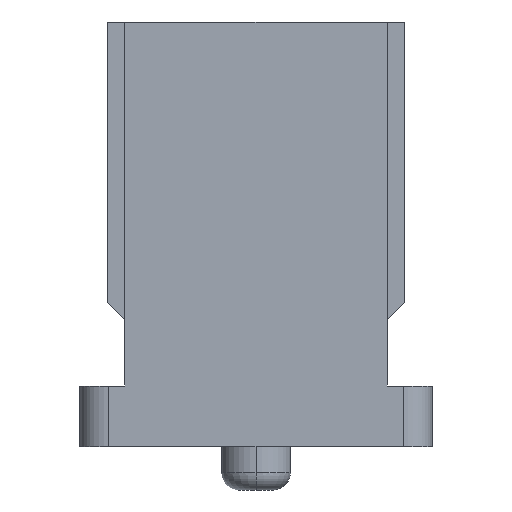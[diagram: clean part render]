
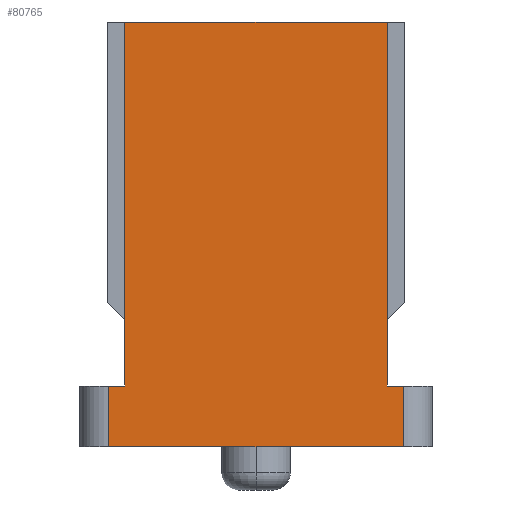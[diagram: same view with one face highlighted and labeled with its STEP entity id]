
A CAD part, left-side view. The second image highlights one B-rep face of the part: STEP entity #80765.
In plain terms, the highlighted planar face has unit normal (-1, 0, 0).
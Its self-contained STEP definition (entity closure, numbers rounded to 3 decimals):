
#348 = EDGE_CURVE ( 'NONE', #47425, #33084, #878, .T. ) ;
#878 = LINE ( 'NONE', #8036, #25911 ) ;
#1056 = VECTOR ( 'NONE', #14355, 1000. ) ;
#3561 = ORIENTED_EDGE ( 'NONE', *, *, #62501, .F. ) ;
#7615 = CARTESIAN_POINT ( 'NONE',  ( -2.45, 2.55, 1.06 ) ) ;
#8036 = CARTESIAN_POINT ( 'NONE',  ( -2.45, 2.55, 7.36 ) ) ;
#8396 = VERTEX_POINT ( 'NONE', #22030 ) ;
#10579 = LINE ( 'NONE', #39017, #48260 ) ;
#12690 = DIRECTION ( 'NONE',  ( 0., 0., 1. ) ) ;
#13873 = CARTESIAN_POINT ( 'NONE',  ( -2.45, -3.05, 7.36 ) ) ;
#14355 = DIRECTION ( 'NONE',  ( 0., -1., 0. ) ) ;
#16536 = VECTOR ( 'NONE', #40892, 1000. ) ;
#16749 = CARTESIAN_POINT ( 'NONE',  ( -2.45, -2.27, 1.06 ) ) ;
#16899 = DIRECTION ( 'NONE',  ( 0., 0., -1. ) ) ;
#20847 = CARTESIAN_POINT ( 'NONE',  ( -2.45, -3.05, 0.01 ) ) ;
#20986 = DIRECTION ( 'NONE',  ( 0., -1., 0. ) ) ;
#22030 = CARTESIAN_POINT ( 'NONE',  ( -2.45, -2.27, 7.36 ) ) ;
#22475 = DIRECTION ( 'NONE',  ( 0., 0., -1. ) ) ;
#25186 = VECTOR ( 'NONE', #20986, 1000. ) ;
#25911 = VECTOR ( 'NONE', #16899, 1000. ) ;
#28695 = EDGE_CURVE ( 'NONE', #59662, #8396, #10579, .T. ) ;
#29120 = PLANE ( 'NONE',  #60009 ) ;
#33084 = VERTEX_POINT ( 'NONE', #62421 ) ;
#35915 = CARTESIAN_POINT ( 'NONE',  ( -2.45, 2.27, 1.06 ) ) ;
#37823 = VECTOR ( 'NONE', #56542, 1000. ) ;
#39017 = CARTESIAN_POINT ( 'NONE',  ( -2.45, -2.27, 1.06 ) ) ;
#39699 = VERTEX_POINT ( 'NONE', #47677 ) ;
#40170 = LINE ( 'NONE', #13873, #25186 ) ;
#40892 = DIRECTION ( 'NONE',  ( 0., -1., 0. ) ) ;
#43627 = EDGE_CURVE ( 'NONE', #87116, #39699, #53769, .T. ) ;
#44024 = ORIENTED_EDGE ( 'NONE', *, *, #60609, .F. ) ;
#44493 = VERTEX_POINT ( 'NONE', #78572 ) ;
#44814 = CARTESIAN_POINT ( 'NONE',  ( -2.45, 2.27, 1.06 ) ) ;
#45310 = EDGE_CURVE ( 'NONE', #47425, #62130, #57016, .T. ) ;
#46699 = ORIENTED_EDGE ( 'NONE', *, *, #45310, .F. ) ;
#47425 = VERTEX_POINT ( 'NONE', #7615 ) ;
#47677 = CARTESIAN_POINT ( 'NONE',  ( -2.45, -2.55, 1.06 ) ) ;
#48260 = VECTOR ( 'NONE', #64902, 1000. ) ;
#48749 = CARTESIAN_POINT ( 'NONE',  ( -2.45, -3.05, 1.06 ) ) ;
#48790 = VECTOR ( 'NONE', #49864, 1000. ) ;
#49864 = DIRECTION ( 'NONE',  ( 0., -1., 0. ) ) ;
#52116 = ORIENTED_EDGE ( 'NONE', *, *, #60978, .T. ) ;
#53769 = LINE ( 'NONE', #67485, #84030 ) ;
#56542 = DIRECTION ( 'NONE',  ( 0., 0., 1. ) ) ;
#57016 = LINE ( 'NONE', #83576, #48790 ) ;
#58617 = LINE ( 'NONE', #35915, #37823 ) ;
#59662 = VERTEX_POINT ( 'NONE', #16749 ) ;
#60009 = AXIS2_PLACEMENT_3D ( 'NONE', #84790, #83439, #22475 ) ;
#60609 = EDGE_CURVE ( 'NONE', #62130, #44493, #58617, .T. ) ;
#60978 = EDGE_CURVE ( 'NONE', #33084, #87116, #74739, .T. ) ;
#62130 = VERTEX_POINT ( 'NONE', #44814 ) ;
#62421 = CARTESIAN_POINT ( 'NONE',  ( -2.45, 2.55, 0.01 ) ) ;
#62501 = EDGE_CURVE ( 'NONE', #44493, #8396, #40170, .T. ) ;
#62757 = EDGE_LOOP ( 'NONE', ( #52116, #85579, #63490, #71960, #3561, #44024, #46699, #83543 ) ) ;
#63490 = ORIENTED_EDGE ( 'NONE', *, *, #70111, .F. ) ;
#63909 = FACE_OUTER_BOUND ( 'NONE', #62757, .T. ) ;
#64902 = DIRECTION ( 'NONE',  ( 0., 0., 1. ) ) ;
#65350 = CARTESIAN_POINT ( 'NONE',  ( -2.45, -2.55, 0.01 ) ) ;
#67485 = CARTESIAN_POINT ( 'NONE',  ( -2.45, -2.55, 7.36 ) ) ;
#70111 = EDGE_CURVE ( 'NONE', #59662, #39699, #82468, .T. ) ;
#71960 = ORIENTED_EDGE ( 'NONE', *, *, #28695, .T. ) ;
#74739 = LINE ( 'NONE', #20847, #16536 ) ;
#78572 = CARTESIAN_POINT ( 'NONE',  ( -2.45, 2.27, 7.36 ) ) ;
#80765 = ADVANCED_FACE ( 'NONE', ( #63909 ), #29120, .F. ) ;
#82468 = LINE ( 'NONE', #48749, #1056 ) ;
#83439 = DIRECTION ( 'NONE',  ( 1., 0., 0. ) ) ;
#83543 = ORIENTED_EDGE ( 'NONE', *, *, #348, .T. ) ;
#83576 = CARTESIAN_POINT ( 'NONE',  ( -2.45, 3.05, 1.06 ) ) ;
#84030 = VECTOR ( 'NONE', #12690, 1000. ) ;
#84790 = CARTESIAN_POINT ( 'NONE',  ( -2.45, -3.05, 7.36 ) ) ;
#85579 = ORIENTED_EDGE ( 'NONE', *, *, #43627, .T. ) ;
#87116 = VERTEX_POINT ( 'NONE', #65350 ) ;
